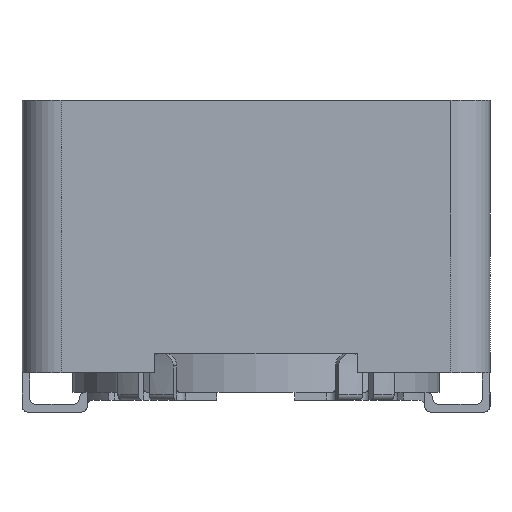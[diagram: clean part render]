
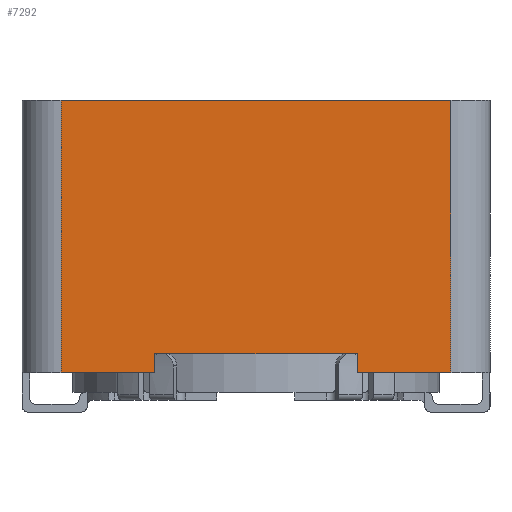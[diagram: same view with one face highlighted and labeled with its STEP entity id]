
A CAD part, front view. The second image highlights one B-rep face of the part: STEP entity #7292.
In plain terms, the highlighted planar face has unit normal (0, -1, 0).
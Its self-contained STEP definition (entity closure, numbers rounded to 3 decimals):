
#178 = ORIENTED_EDGE ( 'NONE', *, *, #559, .T. ) ;
#439 = VECTOR ( 'NONE', #2710, 1000. ) ;
#559 = EDGE_CURVE ( 'NONE', #9874, #9981, #1187, .T. ) ;
#580 = DIRECTION ( 'NONE',  ( 1., 0., 0. ) ) ;
#669 = VECTOR ( 'NONE', #4861, 1000. ) ;
#1114 = ORIENTED_EDGE ( 'NONE', *, *, #7948, .F. ) ;
#1163 = VECTOR ( 'NONE', #6367, 1000. ) ;
#1175 = VECTOR ( 'NONE', #580, 1000. ) ;
#1187 = LINE ( 'NONE', #9740, #1163 ) ;
#1221 = CARTESIAN_POINT ( 'NONE',  ( -5., -6., 1. ) ) ;
#1521 = CARTESIAN_POINT ( 'NONE',  ( 5., -6., 1. ) ) ;
#1562 = ORIENTED_EDGE ( 'NONE', *, *, #3810, .T. ) ;
#1616 = VERTEX_POINT ( 'NONE', #5888 ) ;
#1619 = EDGE_CURVE ( 'NONE', #8282, #3318, #6519, .T. ) ;
#1629 = CARTESIAN_POINT ( 'NONE',  ( -2.6, -6., 1. ) ) ;
#1752 = DIRECTION ( 'NONE',  ( 0., 1., 0. ) ) ;
#1877 = ORIENTED_EDGE ( 'NONE', *, *, #1619, .T. ) ;
#1983 = CARTESIAN_POINT ( 'NONE',  ( -5., -6., 8. ) ) ;
#2651 = LINE ( 'NONE', #1983, #439 ) ;
#2682 = VECTOR ( 'NONE', #4928, 1000. ) ;
#2710 = DIRECTION ( 'NONE',  ( 0., 0., -1. ) ) ;
#2753 = ORIENTED_EDGE ( 'NONE', *, *, #9779, .T. ) ;
#2909 = EDGE_LOOP ( 'NONE', ( #3254, #1877, #1562, #1114, #3148, #2753, #178, #4551 ) ) ;
#2950 = VERTEX_POINT ( 'NONE', #1521 ) ;
#2984 = VERTEX_POINT ( 'NONE', #8746 ) ;
#3148 = ORIENTED_EDGE ( 'NONE', *, *, #3724, .F. ) ;
#3245 = VERTEX_POINT ( 'NONE', #10388 ) ;
#3254 = ORIENTED_EDGE ( 'NONE', *, *, #3406, .T. ) ;
#3318 = VERTEX_POINT ( 'NONE', #5520 ) ;
#3379 = EDGE_CURVE ( 'NONE', #9981, #1616, #8888, .T. ) ;
#3406 = EDGE_CURVE ( 'NONE', #1616, #8282, #9786, .T. ) ;
#3724 = EDGE_CURVE ( 'NONE', #2984, #3245, #6498, .T. ) ;
#3810 = EDGE_CURVE ( 'NONE', #3318, #2950, #5149, .T. ) ;
#3853 = DIRECTION ( 'NONE',  ( 0., 0., 1. ) ) ;
#3905 = CARTESIAN_POINT ( 'NONE',  ( -2.6, -6., 1.5 ) ) ;
#4551 = ORIENTED_EDGE ( 'NONE', *, *, #3379, .T. ) ;
#4861 = DIRECTION ( 'NONE',  ( 1., 0., 0. ) ) ;
#4928 = DIRECTION ( 'NONE',  ( 0., 0., -1. ) ) ;
#5095 = FACE_OUTER_BOUND ( 'NONE', #2909, .T. ) ;
#5104 = CARTESIAN_POINT ( 'NONE',  ( 5., -6., 8. ) ) ;
#5149 = LINE ( 'NONE', #7592, #10853 ) ;
#5252 = VECTOR ( 'NONE', #3853, 1000. ) ;
#5520 = CARTESIAN_POINT ( 'NONE',  ( 2.6, -6., 1. ) ) ;
#5571 = CARTESIAN_POINT ( 'NONE',  ( -2.6, -6., 1.5 ) ) ;
#5888 = CARTESIAN_POINT ( 'NONE',  ( -2.6, -6., 1.5 ) ) ;
#6367 = DIRECTION ( 'NONE',  ( 1., 0., 0. ) ) ;
#6498 = LINE ( 'NONE', #7378, #669 ) ;
#6519 = LINE ( 'NONE', #9897, #8386 ) ;
#6824 = LINE ( 'NONE', #5104, #2682 ) ;
#7292 = ADVANCED_FACE ( 'NONE', ( #5095 ), #10242, .F. ) ;
#7378 = CARTESIAN_POINT ( 'NONE',  ( -5., -6., 8. ) ) ;
#7567 = DIRECTION ( 'NONE',  ( 0., 0., -1. ) ) ;
#7592 = CARTESIAN_POINT ( 'NONE',  ( -5., -6., 1. ) ) ;
#7788 = CARTESIAN_POINT ( 'NONE',  ( 2.6, -6., 1.5 ) ) ;
#7948 = EDGE_CURVE ( 'NONE', #3245, #2950, #6824, .T. ) ;
#8282 = VERTEX_POINT ( 'NONE', #7788 ) ;
#8351 = DIRECTION ( 'NONE',  ( 0., 0., 1. ) ) ;
#8386 = VECTOR ( 'NONE', #7567, 1000. ) ;
#8408 = CARTESIAN_POINT ( 'NONE',  ( -5., -6., 8. ) ) ;
#8746 = CARTESIAN_POINT ( 'NONE',  ( -5., -6., 8. ) ) ;
#8888 = LINE ( 'NONE', #5571, #5252 ) ;
#8982 = AXIS2_PLACEMENT_3D ( 'NONE', #8408, #1752, #8351 ) ;
#9363 = DIRECTION ( 'NONE',  ( 1., 0., 0. ) ) ;
#9740 = CARTESIAN_POINT ( 'NONE',  ( -5., -6., 1. ) ) ;
#9779 = EDGE_CURVE ( 'NONE', #2984, #9874, #2651, .T. ) ;
#9786 = LINE ( 'NONE', #3905, #1175 ) ;
#9874 = VERTEX_POINT ( 'NONE', #1221 ) ;
#9897 = CARTESIAN_POINT ( 'NONE',  ( 2.6, -6., 1.5 ) ) ;
#9981 = VERTEX_POINT ( 'NONE', #1629 ) ;
#10242 = PLANE ( 'NONE',  #8982 ) ;
#10388 = CARTESIAN_POINT ( 'NONE',  ( 5., -6., 8. ) ) ;
#10853 = VECTOR ( 'NONE', #9363, 1000. ) ;
